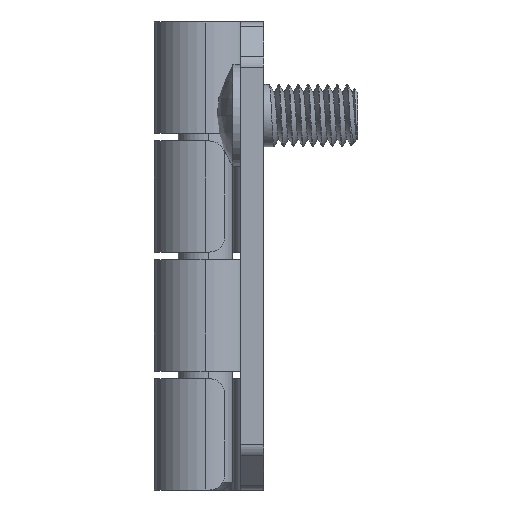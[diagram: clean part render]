
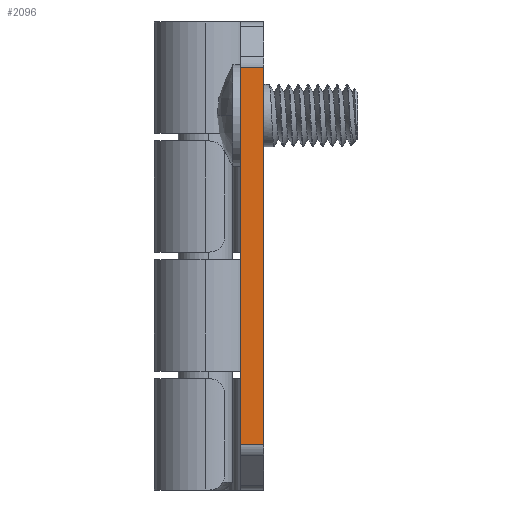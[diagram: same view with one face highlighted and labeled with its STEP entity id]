
A CAD part, left-side view. The second image highlights one B-rep face of the part: STEP entity #2096.
In plain terms, the highlighted planar face has unit normal (-1, 0, 0).
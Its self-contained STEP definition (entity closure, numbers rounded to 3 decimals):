
#19 = CARTESIAN_POINT ( 'NONE',  ( -38., -7.5, 24.172 ) ) ;
#116 = ORIENTED_EDGE ( 'NONE', *, *, #6499, .F. ) ;
#375 = CARTESIAN_POINT ( 'NONE',  ( -38., -4.5, 24.172 ) ) ;
#386 = CARTESIAN_POINT ( 'NONE',  ( -38., -7.5, -24.172 ) ) ;
#847 = DIRECTION ( 'NONE',  ( 0., -1., 0. ) ) ;
#951 = ORIENTED_EDGE ( 'NONE', *, *, #6089, .T. ) ;
#1105 = CARTESIAN_POINT ( 'NONE',  ( -38., -4.5, -30. ) ) ;
#1381 = CARTESIAN_POINT ( 'NONE',  ( -38., -4.5, -30. ) ) ;
#1639 = VECTOR ( 'NONE', #6671, 1000. ) ;
#1675 = EDGE_LOOP ( 'NONE', ( #5126, #6108, #116, #951 ) ) ;
#1999 = EDGE_CURVE ( 'NONE', #2494, #3239, #6743, .T. ) ;
#2075 = CARTESIAN_POINT ( 'NONE',  ( -38., -4.5, -24.172 ) ) ;
#2096 = ADVANCED_FACE ( 'NONE', ( #2901 ), #5231, .T. ) ;
#2335 = DIRECTION ( 'NONE',  ( 0., 0., 1. ) ) ;
#2463 = VECTOR ( 'NONE', #847, 1000. ) ;
#2494 = VERTEX_POINT ( 'NONE', #19 ) ;
#2661 = LINE ( 'NONE', #5624, #1639 ) ;
#2792 = AXIS2_PLACEMENT_3D ( 'NONE', #1105, #7034, #2335 ) ;
#2901 = FACE_OUTER_BOUND ( 'NONE', #1675, .T. ) ;
#3239 = VERTEX_POINT ( 'NONE', #375 ) ;
#3314 = CARTESIAN_POINT ( 'NONE',  ( -38., -4.5, -24.172 ) ) ;
#3547 = VECTOR ( 'NONE', #6102, 1000. ) ;
#4106 = VERTEX_POINT ( 'NONE', #3314 ) ;
#4119 = VECTOR ( 'NONE', #5086, 1000. ) ;
#4482 = EDGE_CURVE ( 'NONE', #4489, #2494, #2661, .T. ) ;
#4489 = VERTEX_POINT ( 'NONE', #386 ) ;
#5086 = DIRECTION ( 'NONE',  ( 0., 1., 0. ) ) ;
#5126 = ORIENTED_EDGE ( 'NONE', *, *, #4482, .T. ) ;
#5231 = PLANE ( 'NONE',  #2792 ) ;
#5616 = CARTESIAN_POINT ( 'NONE',  ( -38., -4.5, 24.172 ) ) ;
#5623 = LINE ( 'NONE', #2075, #2463 ) ;
#5624 = CARTESIAN_POINT ( 'NONE',  ( -38., -7.5, -30. ) ) ;
#6089 = EDGE_CURVE ( 'NONE', #4106, #4489, #5623, .T. ) ;
#6102 = DIRECTION ( 'NONE',  ( 0., 0., 1. ) ) ;
#6108 = ORIENTED_EDGE ( 'NONE', *, *, #1999, .T. ) ;
#6499 = EDGE_CURVE ( 'NONE', #4106, #3239, #7237, .T. ) ;
#6671 = DIRECTION ( 'NONE',  ( 0., 0., 1. ) ) ;
#6743 = LINE ( 'NONE', #5616, #4119 ) ;
#7034 = DIRECTION ( 'NONE',  ( -1., 0., 0. ) ) ;
#7237 = LINE ( 'NONE', #1381, #3547 ) ;
